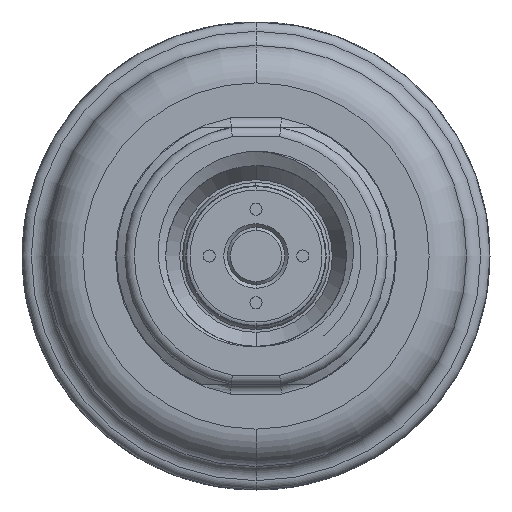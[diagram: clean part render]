
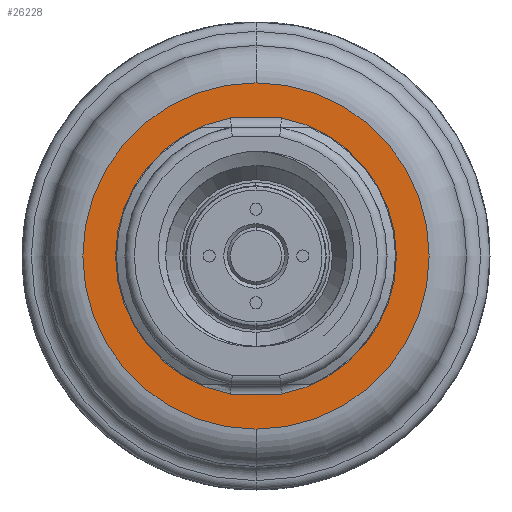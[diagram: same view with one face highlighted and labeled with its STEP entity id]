
A CAD part, front view. The second image highlights one B-rep face of the part: STEP entity #26228.
In plain terms, the highlighted planar face has unit normal (0, -1, 0).
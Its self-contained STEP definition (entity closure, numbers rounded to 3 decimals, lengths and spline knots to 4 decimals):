
#2288=CARTESIAN_POINT('',(0.,-0.1181,0.));
#2289=DIRECTION('',(0.,-1.,0.));
#2290=DIRECTION('',(0.,0.,-1.));
#2291=AXIS2_PLACEMENT_3D('',#2288,#2289,#2290);
#2293=CARTESIAN_POINT('',(0.,-0.1181,0.));
#2294=DIRECTION('',(0.,-1.,0.));
#2295=DIRECTION('',(0.,0.,1.));
#2296=AXIS2_PLACEMENT_3D('',#2293,#2294,#2295);
#2298=CARTESIAN_POINT('',(0.,-0.1181,0.));
#2299=DIRECTION('',(0.,-1.,0.));
#2300=DIRECTION('',(-0.182,0.,0.983));
#2301=AXIS2_PLACEMENT_3D('',#2298,#2299,#2300);
#2303=DIRECTION('',(1.,0.,0.));
#2304=VECTOR('',#2303,0.2147);
#2305=CARTESIAN_POINT('',(-0.1074,-0.1181,
-0.5807));
#2306=LINE('',#2305,#2304);
#2307=CARTESIAN_POINT('',(0.,-0.1181,0.));
#2308=DIRECTION('',(0.,-1.,0.));
#2309=DIRECTION('',(0.182,0.,-0.983));
#2310=AXIS2_PLACEMENT_3D('',#2307,#2308,#2309);
#2312=DIRECTION('',(-1.,0.,0.));
#2313=VECTOR('',#2312,0.2147);
#2314=CARTESIAN_POINT('',(0.1074,-0.1181,
0.5807));
#2315=LINE('',#2314,#2313);
#20987=CARTESIAN_POINT('',(-0.1074,-0.1181,
0.5807));
#20988=CARTESIAN_POINT('',(-0.1074,-0.1181,
-0.5807));
#20989=VERTEX_POINT('',#20987);
#20990=VERTEX_POINT('',#20988);
#20995=CARTESIAN_POINT('',(0.1074,-0.1181,
-0.5807));
#20996=CARTESIAN_POINT('',(0.1074,-0.1181,
0.5807));
#20997=VERTEX_POINT('',#20995);
#20998=VERTEX_POINT('',#20996);
#21328=CARTESIAN_POINT('',(0.,-0.1181,-0.7283));
#21329=CARTESIAN_POINT('',(0.,-0.1181,0.7283));
#21330=VERTEX_POINT('',#21328);
#21331=VERTEX_POINT('',#21329);
#26208=CARTESIAN_POINT('',(0.,-0.1181,0.));
#26209=DIRECTION('',(0.,-1.,0.));
#26210=DIRECTION('',(0.,0.,1.));
#26211=AXIS2_PLACEMENT_3D('',#26208,#26209,#26210);
#26212=PLANE('',#26211);
#26213=ORIENTED_EDGE('',*,*,#26198,.F.);
#26215=ORIENTED_EDGE('',*,*,#26214,.F.);
#26216=EDGE_LOOP('',(#26213,#26215));
#26217=FACE_OUTER_BOUND('',#26216,.F.);
#26219=ORIENTED_EDGE('',*,*,#26218,.T.);
#26221=ORIENTED_EDGE('',*,*,#26220,.T.);
#26223=ORIENTED_EDGE('',*,*,#26222,.T.);
#26225=ORIENTED_EDGE('',*,*,#26224,.T.);
#26226=EDGE_LOOP('',(#26219,#26221,#26223,#26225));
#26227=FACE_BOUND('',#26226,.F.);
#26228=ADVANCED_FACE('',(#26217,#26227),#26212,.T.);
#2292=CIRCLE('',#2291,0.7283);
#2297=CIRCLE('',#2296,0.7283);
#2302=CIRCLE('',#2301,0.5906);
#2311=CIRCLE('',#2310,0.5906);
#26198=EDGE_CURVE('',#21330,#21331,#2292,.T.);
#26214=EDGE_CURVE('',#21331,#21330,#2297,.T.);
#26218=EDGE_CURVE('',#20989,#20990,#2302,.T.);
#26220=EDGE_CURVE('',#20990,#20997,#2306,.T.);
#26222=EDGE_CURVE('',#20997,#20998,#2311,.T.);
#26224=EDGE_CURVE('',#20998,#20989,#2315,.T.);
